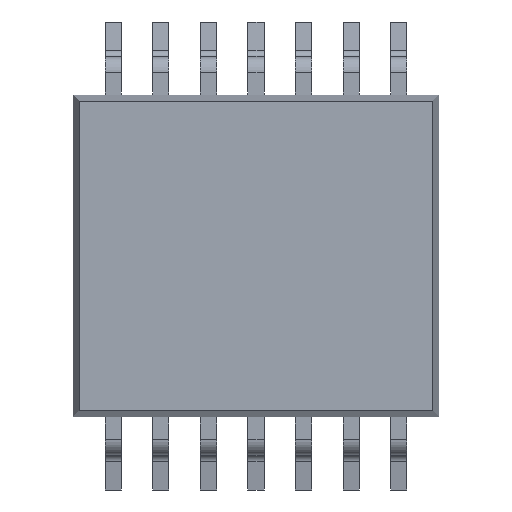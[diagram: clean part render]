
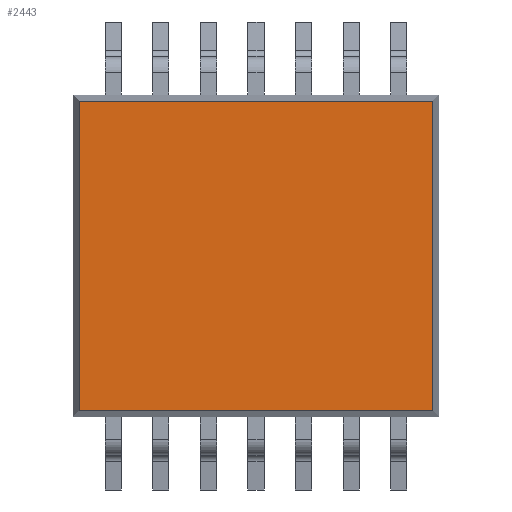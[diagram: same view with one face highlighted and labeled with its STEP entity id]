
A CAD part, top view. The second image highlights one B-rep face of the part: STEP entity #2443.
In plain terms, the highlighted planar face has unit normal (0, 0, 1).
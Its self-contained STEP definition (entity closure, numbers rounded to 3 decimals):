
#127 = CARTESIAN_POINT ( 'NONE',  ( 0.082, -0.082, 0.514 ) ) ;
#247 = DIRECTION ( 'NONE',  ( 0., 0., 1. ) ) ;
#376 = LINE ( 'NONE', #2797, #2492 ) ;
#507 = LINE ( 'NONE', #5709, #3537 ) ;
#532 = EDGE_CURVE ( 'NONE', #4950, #1065, #507, .T. ) ;
#1027 = CARTESIAN_POINT ( 'NONE',  ( 0., -4.318, 0.514 ) ) ;
#1065 = VERTEX_POINT ( 'NONE', #4003 ) ;
#1126 = CARTESIAN_POINT ( 'NONE',  ( 4.918, -4.318, 0.514 ) ) ;
#1158 = ORIENTED_EDGE ( 'NONE', *, *, #4356, .T. ) ;
#1239 = LINE ( 'NONE', #2305, #4996 ) ;
#1337 = EDGE_LOOP ( 'NONE', ( #3713, #1158, #5987, #3280 ) ) ;
#1416 = AXIS2_PLACEMENT_3D ( 'NONE', #4711, #247, #4192 ) ;
#1558 = CARTESIAN_POINT ( 'NONE',  ( 4.918, -0.082, 0.514 ) ) ;
#2063 = EDGE_CURVE ( 'NONE', #5585, #4437, #376, .T. ) ;
#2238 = PLANE ( 'NONE',  #1416 ) ;
#2305 = CARTESIAN_POINT ( 'NONE',  ( 0., -0.082, 0.514 ) ) ;
#2443 = ADVANCED_FACE ( 'NONE', ( #2721 ), #2238, .T. ) ;
#2492 = VECTOR ( 'NONE', #3779, 1000. ) ;
#2721 = FACE_OUTER_BOUND ( 'NONE', #1337, .T. ) ;
#2797 = CARTESIAN_POINT ( 'NONE',  ( 4.918, 0., 0.514 ) ) ;
#3280 = ORIENTED_EDGE ( 'NONE', *, *, #4694, .T. ) ;
#3537 = VECTOR ( 'NONE', #6171, 1000. ) ;
#3713 = ORIENTED_EDGE ( 'NONE', *, *, #532, .T. ) ;
#3779 = DIRECTION ( 'NONE',  ( 0., 1., 0. ) ) ;
#4003 = CARTESIAN_POINT ( 'NONE',  ( 0.082, -4.318, 0.514 ) ) ;
#4192 = DIRECTION ( 'NONE',  ( 1., 0., 0. ) ) ;
#4356 = EDGE_CURVE ( 'NONE', #1065, #5585, #5390, .T. ) ;
#4437 = VERTEX_POINT ( 'NONE', #1558 ) ;
#4694 = EDGE_CURVE ( 'NONE', #4437, #4950, #1239, .T. ) ;
#4711 = CARTESIAN_POINT ( 'NONE',  ( 0., 0., 0.514 ) ) ;
#4950 = VERTEX_POINT ( 'NONE', #127 ) ;
#4996 = VECTOR ( 'NONE', #6347, 1000. ) ;
#5015 = DIRECTION ( 'NONE',  ( 1., 0., 0. ) ) ;
#5304 = VECTOR ( 'NONE', #5015, 1000. ) ;
#5390 = LINE ( 'NONE', #1027, #5304 ) ;
#5585 = VERTEX_POINT ( 'NONE', #1126 ) ;
#5709 = CARTESIAN_POINT ( 'NONE',  ( 0.082, 0., 0.514 ) ) ;
#5987 = ORIENTED_EDGE ( 'NONE', *, *, #2063, .T. ) ;
#6171 = DIRECTION ( 'NONE',  ( 0., -1., 0. ) ) ;
#6347 = DIRECTION ( 'NONE',  ( -1., 0., 0. ) ) ;
